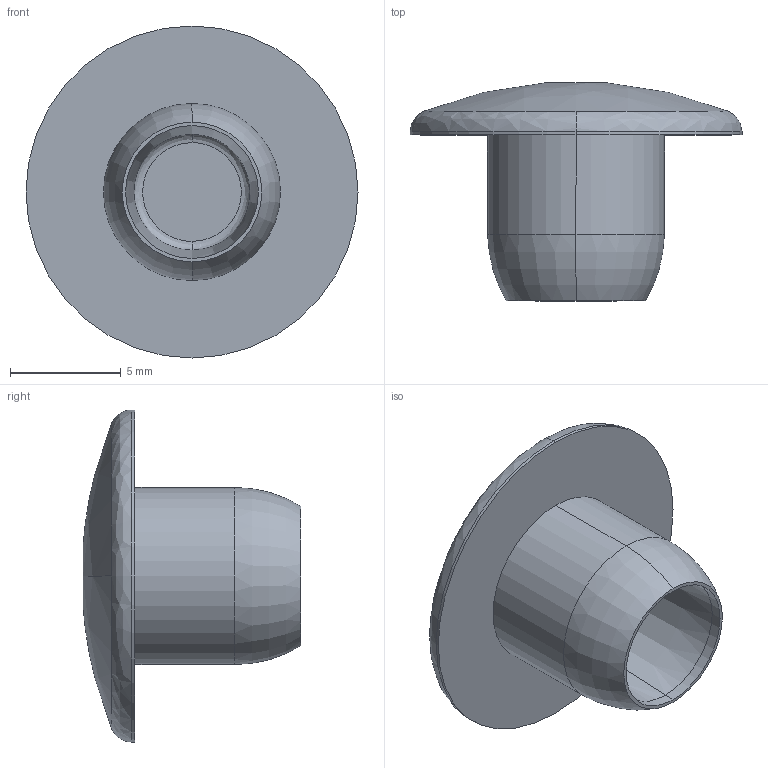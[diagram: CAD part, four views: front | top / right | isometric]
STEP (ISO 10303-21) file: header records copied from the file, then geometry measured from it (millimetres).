
FILE_DESCRIPTION (( 'STEP AP214' ), '1' );
FILE_NAME ('BASE00H1082-Bouchon D8x13x8, noir.step', '2023-03-24T09:33:13', ( 'Altae' ), ( '' ), 'SwSTEP 2.0', 'SolidWorks 2021', '' );
FILE_SCHEMA (( 'AUTOMOTIVE_DESIGN' ));
Length unit declared in the file: millimetre
Products named in the file (1): BASE00H1082-Bouchon D8x13x8, noir
Bounding box: 15 x 9.85 x 15 mm (x, y, z)
Volume: 439.7 mm3; surface area: 691.5 mm2
Topology: 1 solids, 1 shells, 19 faces, 37 edges, 22 vertices
Faces by surface type: bspline 6, cylinder 6, plane 3, torus 2, cone 2
Entity records: 665 total; most frequent: CARTESIAN_POINT 244, DIRECTION 90, ORIENTED_EDGE 74, AXIS2_PLACEMENT_3D 41, EDGE_CURVE 37, CIRCLE 27, VERTEX_POINT 22, EDGE_LOOP 21
